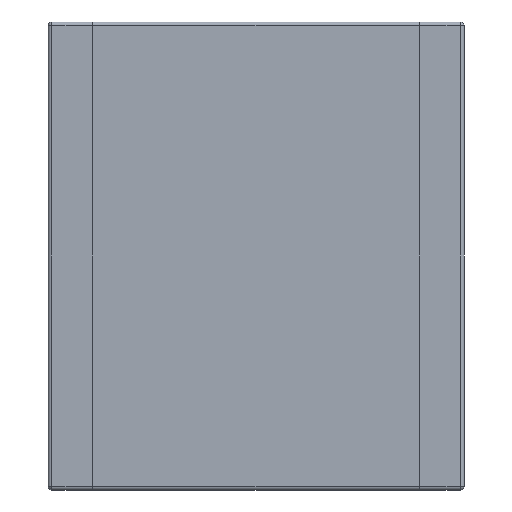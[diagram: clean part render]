
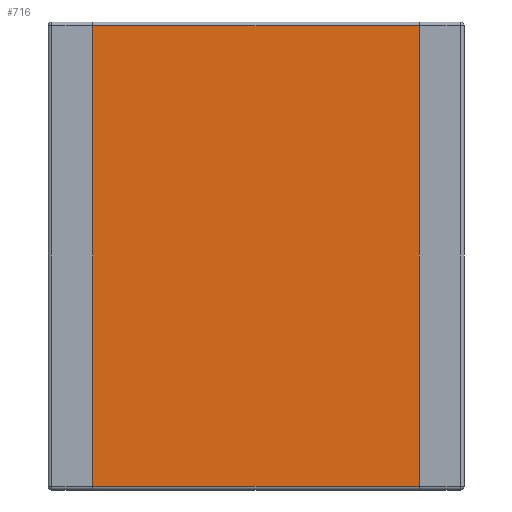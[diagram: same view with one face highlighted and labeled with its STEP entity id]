
A CAD part, front view. The second image highlights one B-rep face of the part: STEP entity #716.
In plain terms, the highlighted planar face has unit normal (0, -1, 0).
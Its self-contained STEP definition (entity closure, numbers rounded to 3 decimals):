
#25 = DIRECTION ( 'NONE',  ( 1., 0., 0. ) ) ;
#26 = VECTOR ( 'NONE', #25, 1000. ) ;
#27 = CARTESIAN_POINT ( 'NONE',  ( 2.8, 0., -3.1 ) ) ;
#28 = LINE ( 'NONE', #27, #26 ) ;
#500 = EDGE_CURVE ( 'NONE', #583, #598, #967, .T. ) ;
#516 = EDGE_CURVE ( 'NONE', #583, #517, #1027, .T. ) ;
#517 = VERTEX_POINT ( 'NONE', #1023 ) ;
#528 = EDGE_CURVE ( 'NONE', #540, #598, #1053, .T. ) ;
#533 = ORIENTED_EDGE ( 'NONE', *, *, #500, .T. ) ;
#537 = ORIENTED_EDGE ( 'NONE', *, *, #516, .F. ) ;
#540 = VERTEX_POINT ( 'NONE', #1074 ) ;
#583 = VERTEX_POINT ( 'NONE', #1173 ) ;
#598 = VERTEX_POINT ( 'NONE', #1251 ) ;
#716 = ADVANCED_FACE ( 'NONE', ( #1645 ), #1630, .T. ) ;
#717 = EDGE_LOOP ( 'NONE', ( #718, #719, #537, #533 ) ) ;
#718 = ORIENTED_EDGE ( 'NONE', *, *, #528, .F. ) ;
#719 = ORIENTED_EDGE ( 'NONE', *, *, #720, .T. ) ;
#720 = EDGE_CURVE ( 'NONE', #540, #517, #28, .T. ) ;
#964 = DIRECTION ( 'NONE',  ( -1., 0., 0. ) ) ;
#965 = VECTOR ( 'NONE', #964, 1000. ) ;
#966 = CARTESIAN_POINT ( 'NONE',  ( -2.8, 0., 3.1 ) ) ;
#967 = LINE ( 'NONE', #966, #965 ) ;
#1023 = CARTESIAN_POINT ( 'NONE',  ( 2.2, 0., -3.1 ) ) ;
#1024 = DIRECTION ( 'NONE',  ( 0., 0., -1. ) ) ;
#1025 = VECTOR ( 'NONE', #1024, 1000. ) ;
#1026 = CARTESIAN_POINT ( 'NONE',  ( 2.2, 0., -3.15 ) ) ;
#1027 = LINE ( 'NONE', #1026, #1025 ) ;
#1050 = DIRECTION ( 'NONE',  ( 0., 0., 1. ) ) ;
#1051 = VECTOR ( 'NONE', #1050, 1000. ) ;
#1052 = CARTESIAN_POINT ( 'NONE',  ( -2.2, 0., -3.15 ) ) ;
#1053 = LINE ( 'NONE', #1052, #1051 ) ;
#1074 = CARTESIAN_POINT ( 'NONE',  ( -2.2, 0., -3.1 ) ) ;
#1173 = CARTESIAN_POINT ( 'NONE',  ( 2.2, 0., 3.1 ) ) ;
#1251 = CARTESIAN_POINT ( 'NONE',  ( -2.2, 0., 3.1 ) ) ;
#1626 = DIRECTION ( 'NONE',  ( 0., 0., -1. ) ) ;
#1627 = DIRECTION ( 'NONE',  ( 0., -1., 0. ) ) ;
#1628 = CARTESIAN_POINT ( 'NONE',  ( 2.8, 0., -3.15 ) ) ;
#1629 = AXIS2_PLACEMENT_3D ( 'NONE', #1628, #1627, #1626 ) ;
#1630 = PLANE ( 'NONE',  #1629 ) ;
#1645 = FACE_OUTER_BOUND ( 'NONE', #717, .T. ) ;
